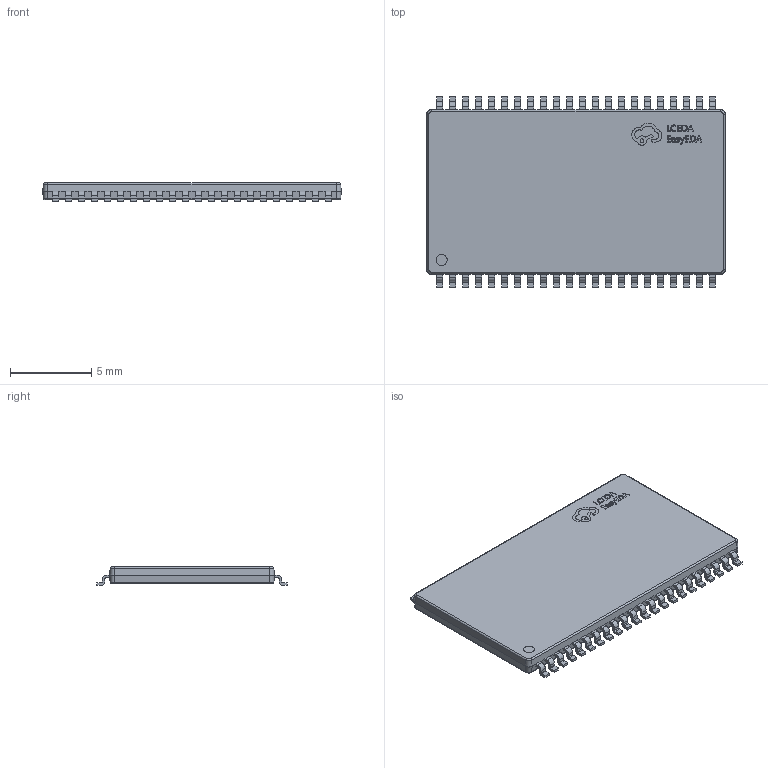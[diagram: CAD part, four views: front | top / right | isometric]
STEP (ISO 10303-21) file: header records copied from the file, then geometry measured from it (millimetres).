
FILE_DESCRIPTION (( 'STEP AP214' ), '1' );
FILE_NAME ('TSOPII-44_L18.4-W10.2-P0.80-LS11.76-BL.step', '2022-07-26T10:43:54', ( '' ), ( '' ), 'SwSTEP 2.0', 'SolidWorks 2020', '' );
FILE_SCHEMA (( 'AUTOMOTIVE_DESIGN' ));
Length unit declared in the file: millimetre
Products named in the file (1): TSOPII-44_L18.4-W10.2-P0.80-LS11.76-BL
Bounding box: 18.4 x 11.76 x 1.15 mm (x, y, z)
Volume: 197.6 mm3; surface area: 480.1 mm2
Topology: 14 solids, 14 shells, 899 faces, 2565 edges, 1702 vertices
Faces by surface type: plane 585, cylinder 186, bspline 112, cone 8, torus 8
Entity records: 40395 total; most frequent: CARTESIAN_POINT 7271, ORIENTED_EDGE 5130, DIRECTION 4305, EDGE_CURVE 2565, LINE 1945, VECTOR 1945, VERTEX_POINT 1702, AXIS2_PLACEMENT_3D 1180
